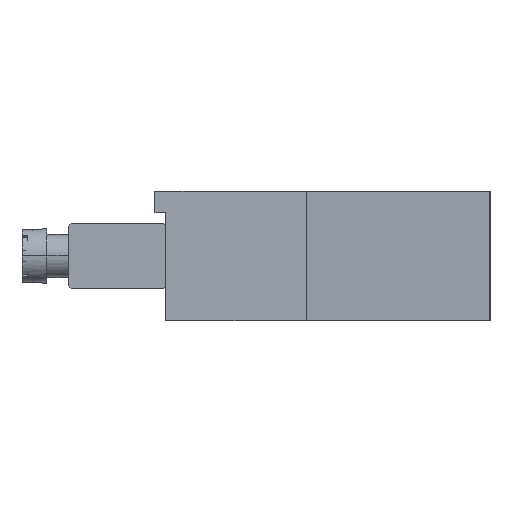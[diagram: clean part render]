
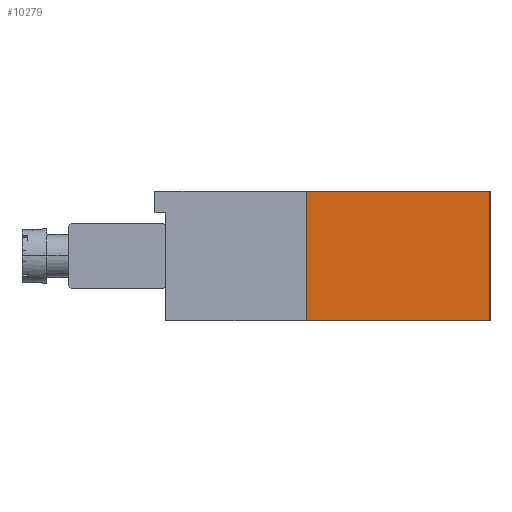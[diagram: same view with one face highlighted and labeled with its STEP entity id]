
A CAD part, left-side view. The second image highlights one B-rep face of the part: STEP entity #10279.
In plain terms, the highlighted planar face has unit normal (-0.62, -0.784, 0).
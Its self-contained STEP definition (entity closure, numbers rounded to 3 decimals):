
#63 = LINE ( 'NONE', #24408, #15718 ) ;
#591 = LINE ( 'NONE', #28849, #26120 ) ;
#599 = CARTESIAN_POINT ( 'NONE',  ( -43., -13., -12. ) ) ;
#1946 = EDGE_CURVE ( 'NONE', #21459, #5545, #591, .T. ) ;
#2727 = DIRECTION ( 'NONE',  ( 0., 0., 1. ) ) ;
#3987 = CARTESIAN_POINT ( 'NONE',  ( -21.5, -30., -12. ) ) ;
#5090 = ORIENTED_EDGE ( 'NONE', *, *, #7341, .F. ) ;
#5545 = VERTEX_POINT ( 'NONE', #16379 ) ;
#6421 = AXIS2_PLACEMENT_3D ( 'NONE', #15987, #15953, #15919 ) ;
#7341 = EDGE_CURVE ( 'NONE', #8712, #5545, #63, .T. ) ;
#7986 = EDGE_CURVE ( 'NONE', #12437, #21459, #11337, .T. ) ;
#8428 = DIRECTION ( 'NONE',  ( 0.784, -0.62, 0. ) ) ;
#8535 = CARTESIAN_POINT ( 'NONE',  ( -21.5, -30., -12. ) ) ;
#8712 = VERTEX_POINT ( 'NONE', #21217 ) ;
#10279 = ADVANCED_FACE ( 'NONE', ( #22548 ), #16289, .T. ) ;
#10946 = LINE ( 'NONE', #599, #17626 ) ;
#11337 = LINE ( 'NONE', #8535, #23453 ) ;
#11948 = ORIENTED_EDGE ( 'NONE', *, *, #1946, .T. ) ;
#12437 = VERTEX_POINT ( 'NONE', #29041 ) ;
#15718 = VECTOR ( 'NONE', #24405, 1000. ) ;
#15887 = EDGE_LOOP ( 'NONE', ( #5090, #17057, #30677, #11948 ) ) ;
#15919 = DIRECTION ( 'NONE',  ( 0.784, -0.62, 0. ) ) ;
#15953 = DIRECTION ( 'NONE',  ( -0.62, -0.784, 0. ) ) ;
#15987 = CARTESIAN_POINT ( 'NONE',  ( -21.5, -30., -12. ) ) ;
#16289 = PLANE ( 'NONE',  #6421 ) ;
#16379 = CARTESIAN_POINT ( 'NONE',  ( -21.5, -30., 0. ) ) ;
#17057 = ORIENTED_EDGE ( 'NONE', *, *, #17644, .F. ) ;
#17626 = VECTOR ( 'NONE', #2727, 1000. ) ;
#17644 = EDGE_CURVE ( 'NONE', #12437, #8712, #10946, .T. ) ;
#21217 = CARTESIAN_POINT ( 'NONE',  ( -43., -13., 0. ) ) ;
#21459 = VERTEX_POINT ( 'NONE', #3987 ) ;
#22548 = FACE_OUTER_BOUND ( 'NONE', #15887, .T. ) ;
#23453 = VECTOR ( 'NONE', #8428, 1000. ) ;
#24405 = DIRECTION ( 'NONE',  ( 0.784, -0.62, 0. ) ) ;
#24408 = CARTESIAN_POINT ( 'NONE',  ( -21.5, -30., 0. ) ) ;
#26120 = VECTOR ( 'NONE', #28839, 1000. ) ;
#28839 = DIRECTION ( 'NONE',  ( 0., 0., 1. ) ) ;
#28849 = CARTESIAN_POINT ( 'NONE',  ( -21.5, -30., -12. ) ) ;
#29041 = CARTESIAN_POINT ( 'NONE',  ( -43., -13., -12. ) ) ;
#30677 = ORIENTED_EDGE ( 'NONE', *, *, #7986, .T. ) ;
